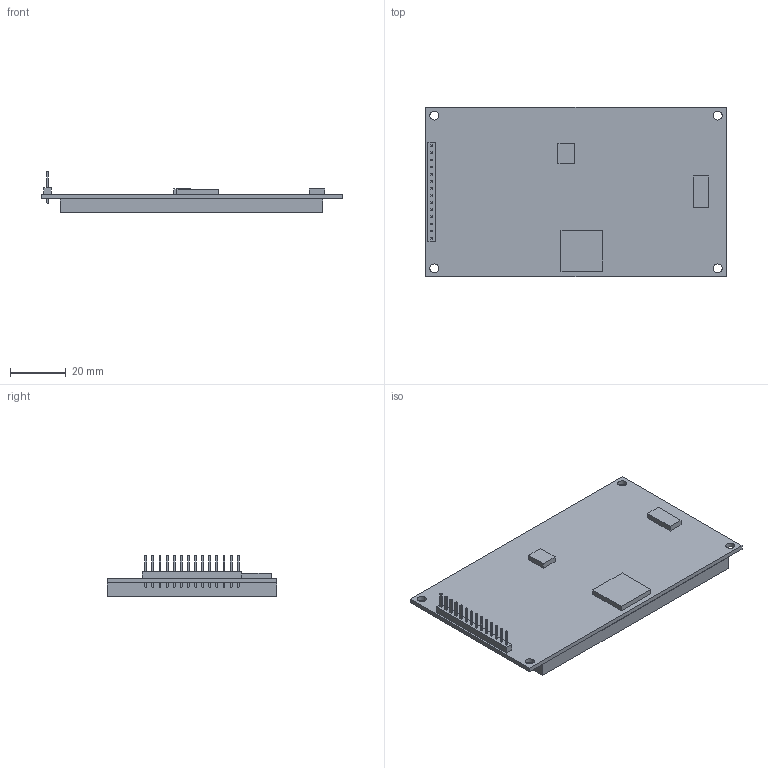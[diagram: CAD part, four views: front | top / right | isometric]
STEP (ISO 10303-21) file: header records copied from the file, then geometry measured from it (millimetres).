
FILE_DESCRIPTION(/* description */ (''),/* implementation_level */ '2;1');
FILE_NAME(/* name */ '4Inch TFT SPI LCD 480X320.step',/* time_stamp */ '2025-01-19T16:26:57+01:00',/* author */ (''),/* organization */ (''),/* preprocessor_version */ 'ST-DEVELOPER v20',/* originating_system */ 'Autodesk Translation Framework v13.20.0.188',/* authorisation */ '');
FILE_SCHEMA (('AUTOMOTIVE_DESIGN { 1 0 10303 214 3 1 1 }'));
Length unit declared in the file: millimetre
Products named in the file (1): TFT LCD 482X320 4.0"
Bounding box: 108 x 61 x 14.8 mm (x, y, z)
Volume: 39199.1 mm3; surface area: 28481.4 mm2
Topology: 20 solids, 20 shells, 241 faces, 488 edges, 288 vertices
Faces by surface type: plane 237, cylinder 4
Full cylindrical faces by diameter (mm): 3.2 x4
Entity records: 6072 total; most frequent: CARTESIAN_POINT 1018, DIRECTION 980, ORIENTED_EDGE 976, EDGE_CURVE 488, LINE 480, VECTOR 480, VERTEX_POINT 288, EDGE_LOOP 250
